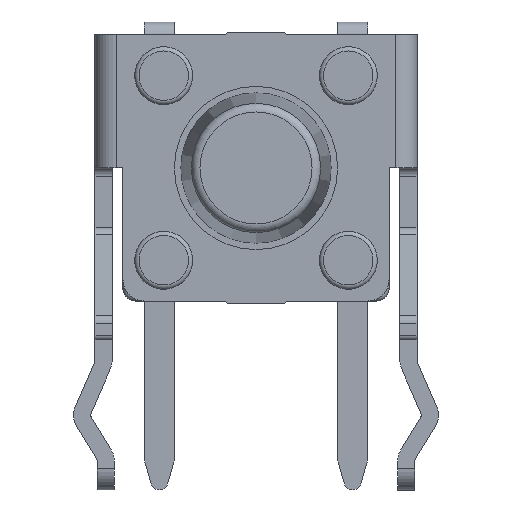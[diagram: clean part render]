
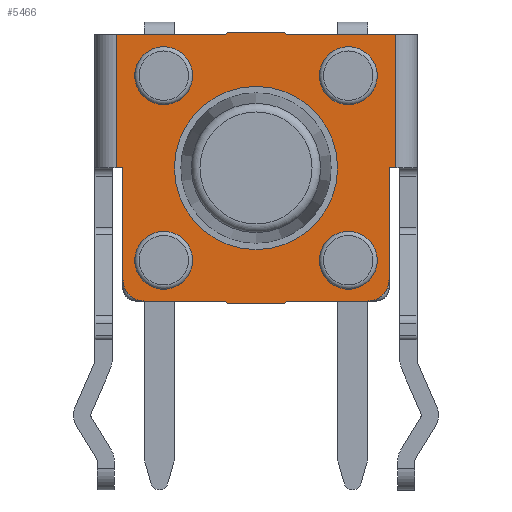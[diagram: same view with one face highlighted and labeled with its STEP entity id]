
A CAD part, front view. The second image highlights one B-rep face of the part: STEP entity #5466.
In plain terms, the highlighted planar face has unit normal (0, -1, 0).
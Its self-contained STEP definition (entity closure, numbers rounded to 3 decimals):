
#36=FACE_BOUND('',#1977,.T.);
#37=FACE_BOUND('',#1978,.T.);
#38=FACE_BOUND('',#1979,.T.);
#39=FACE_BOUND('',#1980,.T.);
#40=FACE_BOUND('',#1981,.T.);
#204=PLANE('',#6033);
#824=LINE('',#9327,#1341);
#826=LINE('',#9333,#1343);
#828=LINE('',#9337,#1345);
#830=LINE('',#9344,#1347);
#833=LINE('',#9352,#1350);
#834=LINE('',#9357,#1351);
#836=LINE('',#9361,#1353);
#838=LINE('',#9365,#1355);
#841=LINE('',#9373,#1358);
#844=LINE('',#9381,#1361);
#847=LINE('',#9389,#1364);
#849=LINE('',#9395,#1366);
#1341=VECTOR('',#7575,1000.);
#1343=VECTOR('',#7583,1000.);
#1345=VECTOR('',#7587,1000.);
#1347=VECTOR('',#7595,1000.);
#1350=VECTOR('',#7604,1000.);
#1351=VECTOR('',#7611,1000.);
#1353=VECTOR('',#7615,1000.);
#1355=VECTOR('',#7619,1000.);
#1358=VECTOR('',#7628,1000.);
#1361=VECTOR('',#7637,1000.);
#1364=VECTOR('',#7646,1000.);
#1366=VECTOR('',#7654,1000.);
#1665=FACE_OUTER_BOUND('',#1976,.T.);
#1976=EDGE_LOOP('',(#5139,#5140,#5141,#5142,#5143,#5144,#5145,#5146,#5147,
#5148,#5149,#5150,#5151,#5152,#5153,#5154,#5155,#5156));
#1977=EDGE_LOOP('',(#5157));
#1978=EDGE_LOOP('',(#5158));
#1979=EDGE_LOOP('',(#5159));
#1980=EDGE_LOOP('',(#5160));
#1981=EDGE_LOOP('',(#5161));
#2010=CIRCLE('',#5518,1.9);
#2012=CIRCLE('',#5521,0.675);
#2013=CIRCLE('',#5523,0.675);
#2014=CIRCLE('',#5525,0.675);
#2015=CIRCLE('',#5527,0.675);
#2240=CIRCLE('',#6011,0.2);
#2241=CIRCLE('',#6014,0.2);
#2244=CIRCLE('',#6022,0.5);
#2245=CIRCLE('',#6025,0.2);
#2246=CIRCLE('',#6028,0.2);
#2247=CIRCLE('',#6031,0.5);
#2267=VERTEX_POINT('',#7718);
#2269=VERTEX_POINT('',#7724);
#2270=VERTEX_POINT('',#7728);
#2271=VERTEX_POINT('',#7732);
#2272=VERTEX_POINT('',#7736);
#2753=VERTEX_POINT('',#9325);
#2754=VERTEX_POINT('',#9326);
#2755=VERTEX_POINT('',#9331);
#2756=VERTEX_POINT('',#9335);
#2757=VERTEX_POINT('',#9339);
#2758=VERTEX_POINT('',#9343);
#2759=VERTEX_POINT('',#9347);
#2760=VERTEX_POINT('',#9351);
#2761=VERTEX_POINT('',#9355);
#2762=VERTEX_POINT('',#9359);
#2763=VERTEX_POINT('',#9363);
#2764=VERTEX_POINT('',#9367);
#2765=VERTEX_POINT('',#9371);
#2766=VERTEX_POINT('',#9375);
#2767=VERTEX_POINT('',#9379);
#2768=VERTEX_POINT('',#9383);
#2769=VERTEX_POINT('',#9387);
#2770=VERTEX_POINT('',#9391);
#2798=EDGE_CURVE('',#2267,#2267,#2010,.T.);
#2801=EDGE_CURVE('',#2269,#2269,#2012,.T.);
#2803=EDGE_CURVE('',#2270,#2270,#2013,.T.);
#2805=EDGE_CURVE('',#2271,#2271,#2014,.T.);
#2807=EDGE_CURVE('',#2272,#2272,#2015,.T.);
#3533=EDGE_CURVE('',#2753,#2754,#824,.T.);
#3537=EDGE_CURVE('',#2754,#2755,#826,.T.);
#3539=EDGE_CURVE('',#2755,#2756,#828,.T.);
#3540=EDGE_CURVE('',#2756,#2757,#2240,.T.);
#3542=EDGE_CURVE('',#2757,#2758,#830,.T.);
#3545=EDGE_CURVE('',#2758,#2759,#2241,.T.);
#3546=EDGE_CURVE('',#2759,#2760,#833,.T.);
#3549=EDGE_CURVE('',#2760,#2761,#834,.T.);
#3551=EDGE_CURVE('',#2761,#2762,#836,.T.);
#3553=EDGE_CURVE('',#2762,#2763,#838,.T.);
#3554=EDGE_CURVE('',#2763,#2764,#2244,.T.);
#3557=EDGE_CURVE('',#2764,#2765,#841,.T.);
#3558=EDGE_CURVE('',#2765,#2766,#2245,.T.);
#3561=EDGE_CURVE('',#2766,#2767,#844,.T.);
#3563=EDGE_CURVE('',#2767,#2768,#2246,.T.);
#3565=EDGE_CURVE('',#2768,#2769,#847,.T.);
#3566=EDGE_CURVE('',#2769,#2770,#2247,.T.);
#3568=EDGE_CURVE('',#2770,#2753,#849,.T.);
#5139=ORIENTED_EDGE('',*,*,#3566,.T.);
#5140=ORIENTED_EDGE('',*,*,#3568,.T.);
#5141=ORIENTED_EDGE('',*,*,#3533,.T.);
#5142=ORIENTED_EDGE('',*,*,#3537,.T.);
#5143=ORIENTED_EDGE('',*,*,#3539,.T.);
#5144=ORIENTED_EDGE('',*,*,#3540,.T.);
#5145=ORIENTED_EDGE('',*,*,#3542,.T.);
#5146=ORIENTED_EDGE('',*,*,#3545,.T.);
#5147=ORIENTED_EDGE('',*,*,#3546,.T.);
#5148=ORIENTED_EDGE('',*,*,#3549,.T.);
#5149=ORIENTED_EDGE('',*,*,#3551,.T.);
#5150=ORIENTED_EDGE('',*,*,#3553,.T.);
#5151=ORIENTED_EDGE('',*,*,#3554,.T.);
#5152=ORIENTED_EDGE('',*,*,#3557,.T.);
#5153=ORIENTED_EDGE('',*,*,#3558,.T.);
#5154=ORIENTED_EDGE('',*,*,#3561,.T.);
#5155=ORIENTED_EDGE('',*,*,#3563,.T.);
#5156=ORIENTED_EDGE('',*,*,#3565,.T.);
#5157=ORIENTED_EDGE('',*,*,#2798,.T.);
#5158=ORIENTED_EDGE('',*,*,#2805,.T.);
#5159=ORIENTED_EDGE('',*,*,#2807,.T.);
#5160=ORIENTED_EDGE('',*,*,#2801,.T.);
#5161=ORIENTED_EDGE('',*,*,#2803,.T.);
#5466=ADVANCED_FACE('',(#1665,#36,#37,#38,#39,#40),#204,.T.);
#5518=AXIS2_PLACEMENT_3D('',#7719,#6110,#6111);
#5521=AXIS2_PLACEMENT_3D('',#7725,#6117,#6118);
#5523=AXIS2_PLACEMENT_3D('',#7729,#6122,#6123);
#5525=AXIS2_PLACEMENT_3D('',#7733,#6127,#6128);
#5527=AXIS2_PLACEMENT_3D('',#7737,#6132,#6133);
#6011=AXIS2_PLACEMENT_3D('',#9340,#7590,#7591);
#6014=AXIS2_PLACEMENT_3D('',#9349,#7600,#7601);
#6022=AXIS2_PLACEMENT_3D('',#9368,#7622,#7623);
#6025=AXIS2_PLACEMENT_3D('',#9376,#7631,#7632);
#6028=AXIS2_PLACEMENT_3D('',#9385,#7641,#7642);
#6031=AXIS2_PLACEMENT_3D('',#9392,#7649,#7650);
#6033=AXIS2_PLACEMENT_3D('',#9396,#7655,#7656);
#6110=DIRECTION('center_axis',(0.,1.,0.));
#6111=DIRECTION('ref_axis',(0.,0.,1.));
#6117=DIRECTION('center_axis',(0.,1.,0.));
#6118=DIRECTION('ref_axis',(-1.,0.,0.));
#6122=DIRECTION('center_axis',(0.,1.,0.));
#6123=DIRECTION('ref_axis',(-1.,0.,0.));
#6127=DIRECTION('center_axis',(0.,1.,0.));
#6128=DIRECTION('ref_axis',(-1.,0.,0.));
#6132=DIRECTION('center_axis',(0.,1.,0.));
#6133=DIRECTION('ref_axis',(-1.,0.,0.));
#7575=DIRECTION('',(1.,0.,0.));
#7583=DIRECTION('',(0.,0.,1.));
#7587=DIRECTION('',(-1.,0.,0.));
#7590=DIRECTION('center_axis',(0.,1.,0.));
#7591=DIRECTION('ref_axis',(0.,0.,1.));
#7595=DIRECTION('',(-1.,0.,0.));
#7600=DIRECTION('center_axis',(0.,1.,0.));
#7601=DIRECTION('ref_axis',(0.,0.,1.));
#7604=DIRECTION('',(-1.,0.,0.));
#7611=DIRECTION('',(0.,0.,-1.));
#7615=DIRECTION('',(1.,0.,0.));
#7619=DIRECTION('',(0.,0.,-1.));
#7622=DIRECTION('center_axis',(0.,-1.,0.));
#7623=DIRECTION('ref_axis',(0.,0.,1.));
#7628=DIRECTION('',(1.,0.,0.));
#7631=DIRECTION('center_axis',(0.,1.,0.));
#7632=DIRECTION('ref_axis',(0.,0.,1.));
#7637=DIRECTION('',(1.,0.,0.));
#7641=DIRECTION('center_axis',(0.,1.,0.));
#7642=DIRECTION('ref_axis',(0.,0.,1.));
#7646=DIRECTION('',(1.,0.,0.));
#7649=DIRECTION('center_axis',(0.,-1.,0.));
#7650=DIRECTION('ref_axis',(0.,0.,1.));
#7654=DIRECTION('',(0.,0.,1.));
#7655=DIRECTION('center_axis',(0.,-1.,0.));
#7656=DIRECTION('ref_axis',(0.,0.,-1.));
#7718=CARTESIAN_POINT('',(0.,-2.08,2.1));
#7719=CARTESIAN_POINT('Origin',(0.,-2.08,4.));
#7724=CARTESIAN_POINT('',(2.825,-2.08,1.85));
#7725=CARTESIAN_POINT('Origin',(2.15,-2.08,1.85));
#7728=CARTESIAN_POINT('',(-1.475,-2.08,1.85));
#7729=CARTESIAN_POINT('Origin',(-2.15,-2.08,1.85));
#7732=CARTESIAN_POINT('',(-1.475,-2.08,6.15));
#7733=CARTESIAN_POINT('Origin',(-2.15,-2.08,6.15));
#7736=CARTESIAN_POINT('',(2.825,-2.08,6.15));
#7737=CARTESIAN_POINT('Origin',(2.15,-2.08,6.15));
#9325=CARTESIAN_POINT('',(3.1,-2.08,4.));
#9326=CARTESIAN_POINT('',(3.25,-2.08,4.));
#9327=CARTESIAN_POINT('',(0.8,-2.08,4.));
#9331=CARTESIAN_POINT('',(3.25,-2.08,7.1));
#9333=CARTESIAN_POINT('',(3.25,-2.08,7.3));
#9335=CARTESIAN_POINT('',(0.8,-2.08,7.1));
#9337=CARTESIAN_POINT('',(0.8,-2.08,7.1));
#9339=CARTESIAN_POINT('',(0.668,-2.08,7.15));
#9340=CARTESIAN_POINT('Origin',(0.8,-2.08,7.3));
#9343=CARTESIAN_POINT('',(-0.668,-2.08,7.15));
#9344=CARTESIAN_POINT('',(0.8,-2.08,7.15));
#9347=CARTESIAN_POINT('',(-0.8,-2.08,7.1));
#9349=CARTESIAN_POINT('Origin',(-0.8,-2.08,7.3));
#9351=CARTESIAN_POINT('',(-3.25,-2.08,7.1));
#9352=CARTESIAN_POINT('',(0.8,-2.08,7.1));
#9355=CARTESIAN_POINT('',(-3.25,-2.08,4.));
#9357=CARTESIAN_POINT('',(-3.25,-2.08,7.3));
#9359=CARTESIAN_POINT('',(-3.1,-2.08,4.));
#9361=CARTESIAN_POINT('',(0.8,-2.08,4.));
#9363=CARTESIAN_POINT('',(-3.1,-2.08,1.4));
#9365=CARTESIAN_POINT('',(-3.1,-2.08,7.3));
#9367=CARTESIAN_POINT('',(-2.6,-2.08,0.9));
#9368=CARTESIAN_POINT('Origin',(-2.6,-2.08,1.4));
#9371=CARTESIAN_POINT('',(-0.8,-2.08,0.9));
#9373=CARTESIAN_POINT('',(0.8,-2.08,0.9));
#9375=CARTESIAN_POINT('',(-0.668,-2.08,0.85));
#9376=CARTESIAN_POINT('Origin',(-0.8,-2.08,0.7));
#9379=CARTESIAN_POINT('',(0.668,-2.08,0.85));
#9381=CARTESIAN_POINT('',(0.8,-2.08,0.85));
#9383=CARTESIAN_POINT('',(0.8,-2.08,0.9));
#9385=CARTESIAN_POINT('Origin',(0.8,-2.08,0.7));
#9387=CARTESIAN_POINT('',(2.6,-2.08,0.9));
#9389=CARTESIAN_POINT('',(0.8,-2.08,0.9));
#9391=CARTESIAN_POINT('',(3.1,-2.08,1.4));
#9392=CARTESIAN_POINT('Origin',(2.6,-2.08,1.4));
#9395=CARTESIAN_POINT('',(3.1,-2.08,7.3));
#9396=CARTESIAN_POINT('Origin',(0.8,-2.08,7.3));
